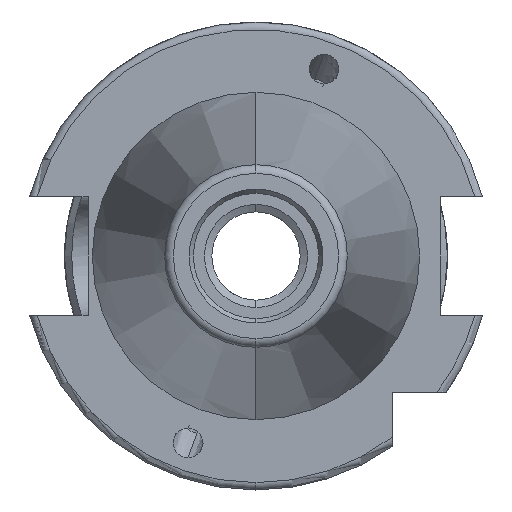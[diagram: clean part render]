
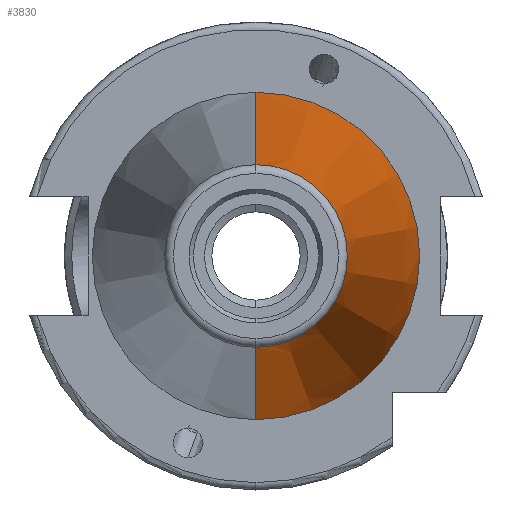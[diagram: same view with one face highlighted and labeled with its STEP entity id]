
A CAD part, left-side view. The second image highlights one B-rep face of the part: STEP entity #3830.
In plain terms, the highlighted conical face has half-angle 8.297 degrees and reference radius 22.225 mm.
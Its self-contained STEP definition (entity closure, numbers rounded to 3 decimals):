
#1721 = ORIENTED_EDGE ( 'NONE', *, *, #3858, .T. ) ;
#2511 = CARTESIAN_POINT ( 'NONE',  ( -67.373, 0., -12.4 ) ) ;
#2512 = CARTESIAN_POINT ( 'NONE',  ( 0., 0., -22.225 ) ) ;
#2519 = DIRECTION ( 'NONE',  ( 0., 0., 1. ) ) ;
#2520 = DIRECTION ( 'NONE',  ( 1., 0., 0. ) ) ;
#2521 = CARTESIAN_POINT ( 'NONE',  ( 0., 0., 0. ) ) ;
#2522 = AXIS2_PLACEMENT_3D ( 'NONE', #2521, #2520, #2519 ) ;
#2523 = CONICAL_SURFACE ( 'NONE', #2522, 22.225, 0.145 ) ;
#2524 = FACE_OUTER_BOUND ( 'NONE', #3844, .T. ) ;
#2527 = DIRECTION ( 'NONE',  ( 0., 0., -1. ) ) ;
#2528 = DIRECTION ( 'NONE',  ( -1., 0., 0. ) ) ;
#2529 = CARTESIAN_POINT ( 'NONE',  ( -67.373, 0., 0. ) ) ;
#2530 = AXIS2_PLACEMENT_3D ( 'NONE', #2529, #2528, #2527 ) ;
#2531 = CIRCLE ( 'NONE', #2530, 12.4 ) ;
#2536 = DIRECTION ( 'NONE',  ( 0.99, 0., -0.144 ) ) ;
#2537 = VECTOR ( 'NONE', #2536, 1000. ) ;
#2538 = CARTESIAN_POINT ( 'NONE',  ( 0., 0., -22.225 ) ) ;
#2539 = LINE ( 'NONE', #2538, #2537 ) ;
#2541 = CARTESIAN_POINT ( 'NONE',  ( 0., 0., 22.225 ) ) ;
#2560 = CARTESIAN_POINT ( 'NONE',  ( -67.373, 0., 12.4 ) ) ;
#2578 = DIRECTION ( 'NONE',  ( 0., 0., -1. ) ) ;
#2579 = DIRECTION ( 'NONE',  ( -1., 0., 0. ) ) ;
#2580 = CARTESIAN_POINT ( 'NONE',  ( 0., 0., 0. ) ) ;
#2581 = AXIS2_PLACEMENT_3D ( 'NONE', #2580, #2579, #2578 ) ;
#2582 = CIRCLE ( 'NONE', #2581, 22.225 ) ;
#2588 = DIRECTION ( 'NONE',  ( 0.99, 0., 0.144 ) ) ;
#2589 = VECTOR ( 'NONE', #2588, 1000. ) ;
#2590 = CARTESIAN_POINT ( 'NONE',  ( 0., 0., 22.225 ) ) ;
#2591 = LINE ( 'NONE', #2590, #2589 ) ;
#3827 = EDGE_CURVE ( 'NONE', #3836, #3843, #2531, .T. ) ;
#3830 = ADVANCED_FACE ( 'NONE', ( #2524 ), #2523, .T. ) ;
#3835 = VERTEX_POINT ( 'NONE', #2512 ) ;
#3836 = VERTEX_POINT ( 'NONE', #2511 ) ;
#3838 = ORIENTED_EDGE ( 'NONE', *, *, #3827, .F. ) ;
#3843 = VERTEX_POINT ( 'NONE', #2560 ) ;
#3844 = EDGE_LOOP ( 'NONE', ( #3838, #1721, #3862, #3855 ) ) ;
#3855 = ORIENTED_EDGE ( 'NONE', *, *, #3865, .F. ) ;
#3856 = VERTEX_POINT ( 'NONE', #2541 ) ;
#3858 = EDGE_CURVE ( 'NONE', #3836, #3835, #2539, .T. ) ;
#3862 = ORIENTED_EDGE ( 'NONE', *, *, #3867, .T. ) ;
#3865 = EDGE_CURVE ( 'NONE', #3843, #3856, #2591, .T. ) ;
#3867 = EDGE_CURVE ( 'NONE', #3835, #3856, #2582, .T. ) ;
